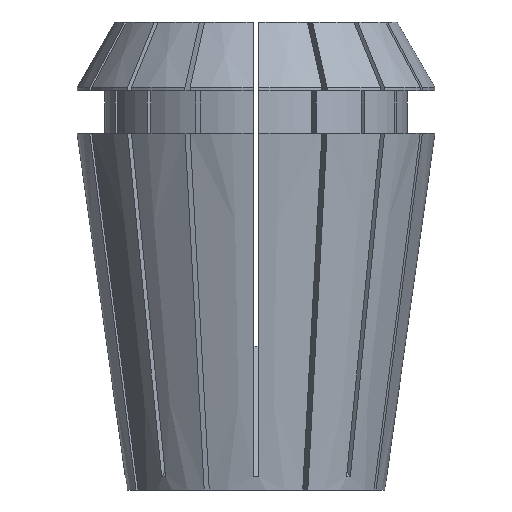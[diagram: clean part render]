
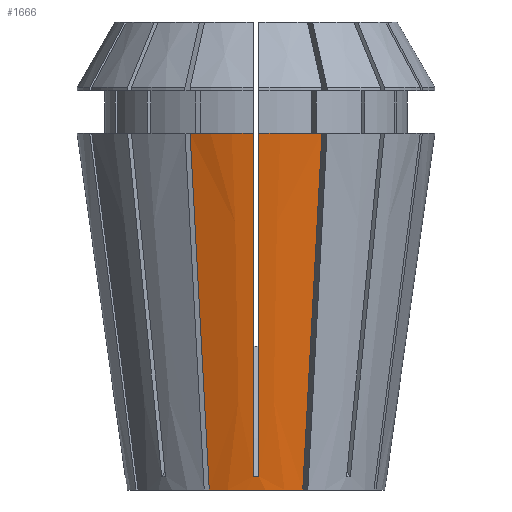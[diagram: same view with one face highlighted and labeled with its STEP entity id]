
A CAD part, left-side view. The second image highlights one B-rep face of the part: STEP entity #1666.
In plain terms, the highlighted conical face has half-angle 8 degrees and reference radius 9.36 mm.
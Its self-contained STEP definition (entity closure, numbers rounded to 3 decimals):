
#28 = B_SPLINE_CURVE_WITH_KNOTS ( 'NONE', 3,
 ( #3140, #4620, #3667, #4148 ),
 .UNSPECIFIED., .F., .F.,
 ( 4, 4 ),
 ( 0., 0. ),
 .UNSPECIFIED. ) ;
#53 = EDGE_LOOP ( 'NONE', ( #803, #3073, #1671, #2334, #2549, #4455, #5604, #2596 ) ) ;
#332 = CARTESIAN_POINT ( 'NONE',  ( -12.999, 0.2, 25.9 ) ) ;
#515 = B_SPLINE_CURVE_WITH_KNOTS ( 'NONE', 3,
 ( #625, #1077, #2120, #2061, #4496, #5562, #5528 ),
 .UNSPECIFIED., .F., .F.,
 ( 4, 3, 4 ),
 ( 0., 0.023, 0.026 ),
 .UNSPECIFIED. ) ;
#625 = CARTESIAN_POINT ( 'NONE',  ( -12.086, 4.79, 25.9 ) ) ;
#763 = DIRECTION ( 'NONE',  ( 1., 0., 0. ) ) ;
#803 = ORIENTED_EDGE ( 'NONE', *, *, #5370, .T. ) ;
#843 = VERTEX_POINT ( 'NONE', #4942 ) ;
#893 = CARTESIAN_POINT ( 'NONE',  ( 0., 0., 25.9 ) ) ;
#923 = CARTESIAN_POINT ( 'NONE',  ( -9.709, -0.2, 2.497 ) ) ;
#941 = CARTESIAN_POINT ( 'NONE',  ( -9.709, 0.2, 2.497 ) ) ;
#957 = CIRCLE ( 'NONE', #2958, 13. ) ;
#1016 = CARTESIAN_POINT ( 'NONE',  ( -12.999, -0.2, 25.9 ) ) ;
#1077 = CARTESIAN_POINT ( 'NONE',  ( -11.108, 4.384, 18.366 ) ) ;
#1292 = CARTESIAN_POINT ( 'NONE',  ( -12.475, -0.2, 22.175 ) ) ;
#1355 = EDGE_CURVE ( 'NONE', #5179, #843, #5287, .T. ) ;
#1400 = DIRECTION ( 'NONE',  ( 0., 0., -1. ) ) ;
#1453 = CARTESIAN_POINT ( 'NONE',  ( -12.475, 0.2, 22.175 ) ) ;
#1546 = CARTESIAN_POINT ( 'NONE',  ( -8.722, -3.396, 0. ) ) ;
#1630 = CARTESIAN_POINT ( 'NONE',  ( -9.499, 0.2, 1.002 ) ) ;
#1666 = ADVANCED_FACE ( 'NONE', ( #3990 ), #1682, .T. ) ;
#1671 = ORIENTED_EDGE ( 'NONE', *, *, #4471, .F. ) ;
#1682 = CONICAL_SURFACE ( 'NONE', #6295, 9.36, 0.14 ) ;
#1704 = EDGE_CURVE ( 'NONE', #2531, #4150, #2850, .T. ) ;
#1710 = EDGE_CURVE ( 'NONE', #3369, #2970, #3343, .T. ) ;
#1755 = DIRECTION ( 'NONE',  ( -1., 0., 0. ) ) ;
#1929 = VERTEX_POINT ( 'NONE', #2460 ) ;
#2031 = CARTESIAN_POINT ( 'NONE',  ( -10.129, -3.979, 10.832 ) ) ;
#2061 = CARTESIAN_POINT ( 'NONE',  ( -9.151, 3.574, 3.298 ) ) ;
#2120 = CARTESIAN_POINT ( 'NONE',  ( -10.129, 3.979, 10.832 ) ) ;
#2184 = CARTESIAN_POINT ( 'NONE',  ( 0., 0., 0. ) ) ;
#2252 = DIRECTION ( 'NONE',  ( 0., 0., 1. ) ) ;
#2272 = VERTEX_POINT ( 'NONE', #3319 ) ;
#2274 = CARTESIAN_POINT ( 'NONE',  ( -9.499, -0.2, 1.002 ) ) ;
#2299 = CARTESIAN_POINT ( 'NONE',  ( -12.737, 0.2, 24.037 ) ) ;
#2334 = ORIENTED_EDGE ( 'NONE', *, *, #1355, .F. ) ;
#2401 = CARTESIAN_POINT ( 'NONE',  ( 0., 0., 0. ) ) ;
#2460 = CARTESIAN_POINT ( 'NONE',  ( -12.086, 4.79, 25.9 ) ) ;
#2529 = CARTESIAN_POINT ( 'NONE',  ( -8.865, -3.456, 1.099 ) ) ;
#2531 = VERTEX_POINT ( 'NONE', #1630 ) ;
#2549 = ORIENTED_EDGE ( 'NONE', *, *, #3558, .T. ) ;
#2596 = ORIENTED_EDGE ( 'NONE', *, *, #1704, .T. ) ;
#2767 = CARTESIAN_POINT ( 'NONE',  ( -9.814, -0.2, 3.245 ) ) ;
#2786 = CARTESIAN_POINT ( 'NONE',  ( -12.213, 0.2, 20.312 ) ) ;
#2847 = DIRECTION ( 'NONE',  ( -1., 0., 0. ) ) ;
#2850 = B_SPLINE_CURVE_WITH_KNOTS ( 'NONE', 3,
 ( #4373, #4725, #941, #3283, #3770, #5356, #2786, #1453, #2299, #332 ),
 .UNSPECIFIED., .F., .F.,
 ( 4, 3, 3, 4 ),
 ( 0.015, 0.017, 0.034, 0.04 ),
 .UNSPECIFIED. ) ;
#2902 = CARTESIAN_POINT ( 'NONE',  ( -12.999, -0.2, 25.9 ) ) ;
#2958 = AXIS2_PLACEMENT_3D ( 'NONE', #3693, #6164, #1755 ) ;
#2970 = VERTEX_POINT ( 'NONE', #1016 ) ;
#2998 = CARTESIAN_POINT ( 'NONE',  ( -12.086, -4.79, 25.9 ) ) ;
#3019 = AXIS2_PLACEMENT_3D ( 'NONE', #893, #1400, #2847 ) ;
#3073 = ORIENTED_EDGE ( 'NONE', *, *, #3277, .T. ) ;
#3140 = CARTESIAN_POINT ( 'NONE',  ( -9.499, 0.2, 1.002 ) ) ;
#3260 = CARTESIAN_POINT ( 'NONE',  ( -12.737, -0.2, 24.037 ) ) ;
#3277 = EDGE_CURVE ( 'NONE', #1929, #2272, #515, .T. ) ;
#3283 = CARTESIAN_POINT ( 'NONE',  ( -9.814, 0.2, 3.245 ) ) ;
#3319 = CARTESIAN_POINT ( 'NONE',  ( -8.722, 3.396, 0. ) ) ;
#3343 = B_SPLINE_CURVE_WITH_KNOTS ( 'NONE', 3,
 ( #2274, #4240, #923, #2767, #4258, #4747, #6202, #1292, #3260, #2902 ),
 .UNSPECIFIED., .F., .F.,
 ( 4, 3, 3, 4 ),
 ( 0.015, 0.017, 0.034, 0.04 ),
 .UNSPECIFIED. ) ;
#3369 = VERTEX_POINT ( 'NONE', #5029 ) ;
#3542 = CIRCLE ( 'NONE', #5119, 9.36 ) ;
#3558 = EDGE_CURVE ( 'NONE', #5179, #2970, #3850, .T. ) ;
#3667 = CARTESIAN_POINT ( 'NONE',  ( -9.501, -0.067, 0.999 ) ) ;
#3693 = CARTESIAN_POINT ( 'NONE',  ( 0., 0., 25.9 ) ) ;
#3770 = CARTESIAN_POINT ( 'NONE',  ( -10.614, 0.2, 8.934 ) ) ;
#3850 = CIRCLE ( 'NONE', #3019, 13. ) ;
#3915 = CARTESIAN_POINT ( 'NONE',  ( -12.086, -4.79, 25.9 ) ) ;
#3932 = EDGE_CURVE ( 'NONE', #2531, #3369, #28, .T. ) ;
#3990 = FACE_OUTER_BOUND ( 'NONE', #53, .T. ) ;
#4148 = CARTESIAN_POINT ( 'NONE',  ( -9.499, -0.2, 1.002 ) ) ;
#4150 = VERTEX_POINT ( 'NONE', #4372 ) ;
#4240 = CARTESIAN_POINT ( 'NONE',  ( -9.604, -0.2, 1.75 ) ) ;
#4258 = CARTESIAN_POINT ( 'NONE',  ( -10.614, -0.2, 8.934 ) ) ;
#4372 = CARTESIAN_POINT ( 'NONE',  ( -12.999, 0.2, 25.9 ) ) ;
#4373 = CARTESIAN_POINT ( 'NONE',  ( -9.499, 0.2, 1.002 ) ) ;
#4388 = DIRECTION ( 'NONE',  ( 0., 0., -1. ) ) ;
#4455 = ORIENTED_EDGE ( 'NONE', *, *, #1710, .F. ) ;
#4466 = CARTESIAN_POINT ( 'NONE',  ( -9.151, -3.574, 3.298 ) ) ;
#4471 = EDGE_CURVE ( 'NONE', #843, #2272, #3542, .T. ) ;
#4496 = CARTESIAN_POINT ( 'NONE',  ( -9.008, 3.515, 2.199 ) ) ;
#4620 = CARTESIAN_POINT ( 'NONE',  ( -9.501, 0.067, 0.999 ) ) ;
#4725 = CARTESIAN_POINT ( 'NONE',  ( -9.604, 0.2, 1.75 ) ) ;
#4747 = CARTESIAN_POINT ( 'NONE',  ( -11.414, -0.2, 14.623 ) ) ;
#4942 = CARTESIAN_POINT ( 'NONE',  ( -8.722, -3.396, 0. ) ) ;
#5029 = CARTESIAN_POINT ( 'NONE',  ( -9.499, -0.2, 1.002 ) ) ;
#5119 = AXIS2_PLACEMENT_3D ( 'NONE', #2401, #4388, #5845 ) ;
#5179 = VERTEX_POINT ( 'NONE', #2998 ) ;
#5287 = B_SPLINE_CURVE_WITH_KNOTS ( 'NONE', 3,
 ( #3915, #5456, #2031, #4466, #5481, #2529, #1546 ),
 .UNSPECIFIED., .F., .F.,
 ( 4, 3, 4 ),
 ( 0., 0.023, 0.026 ),
 .UNSPECIFIED. ) ;
#5356 = CARTESIAN_POINT ( 'NONE',  ( -11.414, 0.2, 14.623 ) ) ;
#5370 = EDGE_CURVE ( 'NONE', #4150, #1929, #957, .T. ) ;
#5456 = CARTESIAN_POINT ( 'NONE',  ( -11.108, -4.384, 18.366 ) ) ;
#5481 = CARTESIAN_POINT ( 'NONE',  ( -9.008, -3.515, 2.199 ) ) ;
#5528 = CARTESIAN_POINT ( 'NONE',  ( -8.722, 3.396, 0. ) ) ;
#5562 = CARTESIAN_POINT ( 'NONE',  ( -8.865, 3.456, 1.099 ) ) ;
#5604 = ORIENTED_EDGE ( 'NONE', *, *, #3932, .F. ) ;
#5845 = DIRECTION ( 'NONE',  ( -1., 0., 0. ) ) ;
#6164 = DIRECTION ( 'NONE',  ( 0., 0., -1. ) ) ;
#6202 = CARTESIAN_POINT ( 'NONE',  ( -12.213, -0.2, 20.312 ) ) ;
#6295 = AXIS2_PLACEMENT_3D ( 'NONE', #2184, #2252, #763 ) ;
